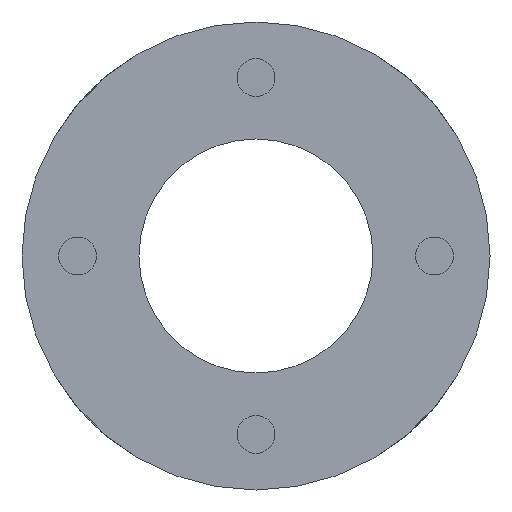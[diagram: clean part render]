
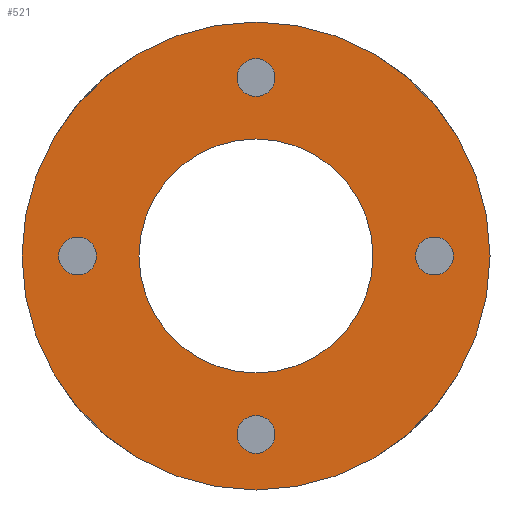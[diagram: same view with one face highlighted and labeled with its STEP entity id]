
A CAD part, left-side view. The second image highlights one B-rep face of the part: STEP entity #521.
In plain terms, the highlighted planar face has unit normal (-1, 0, 0).
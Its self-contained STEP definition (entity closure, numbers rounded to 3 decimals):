
#4 = EDGE_LOOP ( 'NONE', ( #1307, #1293 ) ) ;
#158 = VERTEX_POINT ( 'NONE', #3510 ) ;
#159 = VERTEX_POINT ( 'NONE', #3513 ) ;
#162 = VERTEX_POINT ( 'NONE', #3285 ) ;
#163 = VERTEX_POINT ( 'NONE', #3511 ) ;
#197 = FACE_BOUND ( 'NONE', #1635, .T. ) ;
#199 = FACE_BOUND ( 'NONE', #330, .T. ) ;
#201 = FACE_BOUND ( 'NONE', #388, .T. ) ;
#203 = FACE_BOUND ( 'NONE', #368, .T. ) ;
#205 = FACE_BOUND ( 'NONE', #503, .T. ) ;
#206 = FACE_OUTER_BOUND ( 'NONE', #4, .T. ) ;
#330 = EDGE_LOOP ( 'NONE', ( #1309, #1369 ) ) ;
#368 = EDGE_LOOP ( 'NONE', ( #1407, #1406 ) ) ;
#388 = EDGE_LOOP ( 'NONE', ( #1397, #1375 ) ) ;
#503 = EDGE_LOOP ( 'NONE', ( #1273, #1387 ) ) ;
#521 = ADVANCED_FACE ( 'NONE', ( #197, #205, #201, #199, #203, #206 ), #3387, .T. ) ;
#711 = DIRECTION ( 'NONE',  ( 0., 0., -1. ) ) ;
#755 = DIRECTION ( 'NONE',  ( 0., 0., 1. ) ) ;
#756 = DIRECTION ( 'NONE',  ( 1., 0., 0. ) ) ;
#760 = CARTESIAN_POINT ( 'NONE',  ( 0., 15.25, 0. ) ) ;
#836 = DIRECTION ( 'NONE',  ( 0., 0., -1. ) ) ;
#837 = DIRECTION ( 'NONE',  ( 1., 0., 0. ) ) ;
#838 = CARTESIAN_POINT ( 'NONE',  ( 0., 0., 0. ) ) ;
#848 = DIRECTION ( 'NONE',  ( 0., 0., 1. ) ) ;
#849 = DIRECTION ( 'NONE',  ( 1., 0., 0. ) ) ;
#850 = CARTESIAN_POINT ( 'NONE',  ( 0., -15.25, 0. ) ) ;
#871 = DIRECTION ( 'NONE',  ( 0., 0., 1. ) ) ;
#872 = DIRECTION ( 'NONE',  ( 1., 0., 0. ) ) ;
#873 = CARTESIAN_POINT ( 'NONE',  ( 0., 0., 15.25 ) ) ;
#885 = DIRECTION ( 'NONE',  ( 0., 0., 1. ) ) ;
#886 = DIRECTION ( 'NONE',  ( 1., 0., 0. ) ) ;
#888 = CARTESIAN_POINT ( 'NONE',  ( 0., 0., -15.25 ) ) ;
#910 = CARTESIAN_POINT ( 'NONE',  ( 0., 0., 0. ) ) ;
#912 = DIRECTION ( 'NONE',  ( 1., 0., 0. ) ) ;
#1192 = CIRCLE ( 'NONE', #2189, 1.621 ) ;
#1196 = CIRCLE ( 'NONE', #2190, 1.621 ) ;
#1197 = CIRCLE ( 'NONE', #2191, 1.621 ) ;
#1198 = CIRCLE ( 'NONE', #2192, 1.621 ) ;
#1199 = CIRCLE ( 'NONE', #2193, 10. ) ;
#1203 = CIRCLE ( 'NONE', #2195, 20. ) ;
#1257 = CIRCLE ( 'NONE', #2219, 1.621 ) ;
#1261 = CIRCLE ( 'NONE', #2221, 1.621 ) ;
#1273 = ORIENTED_EDGE ( 'NONE', *, *, #2627, .T. ) ;
#1290 = ORIENTED_EDGE ( 'NONE', *, *, #2637, .T. ) ;
#1293 = ORIENTED_EDGE ( 'NONE', *, *, #2566, .F. ) ;
#1307 = ORIENTED_EDGE ( 'NONE', *, *, #2660, .F. ) ;
#1309 = ORIENTED_EDGE ( 'NONE', *, *, #2623, .T. ) ;
#1317 = VERTEX_POINT ( 'NONE', #1946 ) ;
#1325 = VERTEX_POINT ( 'NONE', #1939 ) ;
#1336 = VERTEX_POINT ( 'NONE', #1929 ) ;
#1342 = ORIENTED_EDGE ( 'NONE', *, *, #2562, .T. ) ;
#1348 = VERTEX_POINT ( 'NONE', #1921 ) ;
#1369 = ORIENTED_EDGE ( 'NONE', *, *, #2559, .T. ) ;
#1375 = ORIENTED_EDGE ( 'NONE', *, *, #2560, .T. ) ;
#1387 = ORIENTED_EDGE ( 'NONE', *, *, #2561, .T. ) ;
#1397 = ORIENTED_EDGE ( 'NONE', *, *, #2634, .T. ) ;
#1406 = ORIENTED_EDGE ( 'NONE', *, *, #2558, .T. ) ;
#1407 = ORIENTED_EDGE ( 'NONE', *, *, #2651, .T. ) ;
#1517 = VERTEX_POINT ( 'NONE', #1872 ) ;
#1522 = VERTEX_POINT ( 'NONE', #1865 ) ;
#1529 = VERTEX_POINT ( 'NONE', #1858 ) ;
#1532 = VERTEX_POINT ( 'NONE', #1855 ) ;
#1635 = EDGE_LOOP ( 'NONE', ( #1342, #1290 ) ) ;
#1639 = DIRECTION ( 'NONE',  ( 0., 0., 1. ) ) ;
#1640 = DIRECTION ( 'NONE',  ( 1., 0., 0. ) ) ;
#1641 = CARTESIAN_POINT ( 'NONE',  ( 0., 0., -15.25 ) ) ;
#1642 = DIRECTION ( 'NONE',  ( 0., 0., 1. ) ) ;
#1643 = DIRECTION ( 'NONE',  ( 1., 0., 0. ) ) ;
#1644 = CARTESIAN_POINT ( 'NONE',  ( 0., 15.25, 0. ) ) ;
#1855 = CARTESIAN_POINT ( 'NONE',  ( 0., -15.25, -1.621 ) ) ;
#1858 = CARTESIAN_POINT ( 'NONE',  ( 0., -15.25, 1.621 ) ) ;
#1865 = CARTESIAN_POINT ( 'NONE',  ( 0., 0., 13.629 ) ) ;
#1872 = CARTESIAN_POINT ( 'NONE',  ( 0., 0., 16.871 ) ) ;
#1921 = CARTESIAN_POINT ( 'NONE',  ( 0., 0., 10. ) ) ;
#1929 = CARTESIAN_POINT ( 'NONE',  ( 0., 0., -10. ) ) ;
#1939 = CARTESIAN_POINT ( 'NONE',  ( 0., 0., 20. ) ) ;
#1946 = CARTESIAN_POINT ( 'NONE',  ( 0., 0., -20. ) ) ;
#2058 = CARTESIAN_POINT ( 'NONE',  ( 0., -15.25, 0. ) ) ;
#2059 = DIRECTION ( 'NONE',  ( 1., 0., 0. ) ) ;
#2060 = DIRECTION ( 'NONE',  ( 0., 0., 1. ) ) ;
#2061 = CARTESIAN_POINT ( 'NONE',  ( 0., 0., 15.25 ) ) ;
#2062 = DIRECTION ( 'NONE',  ( 1., 0., 0. ) ) ;
#2063 = DIRECTION ( 'NONE',  ( 0., 0., 1. ) ) ;
#2064 = CARTESIAN_POINT ( 'NONE',  ( 0., 0., 0. ) ) ;
#2065 = DIRECTION ( 'NONE',  ( 1., 0., 0. ) ) ;
#2066 = DIRECTION ( 'NONE',  ( 0., 0., -1. ) ) ;
#2189 = AXIS2_PLACEMENT_3D ( 'NONE', #1644, #1643, #1642 ) ;
#2190 = AXIS2_PLACEMENT_3D ( 'NONE', #1641, #1640, #1639 ) ;
#2191 = AXIS2_PLACEMENT_3D ( 'NONE', #2058, #2059, #2060 ) ;
#2192 = AXIS2_PLACEMENT_3D ( 'NONE', #2061, #2062, #2063 ) ;
#2193 = AXIS2_PLACEMENT_3D ( 'NONE', #2064, #2065, #2066 ) ;
#2195 = AXIS2_PLACEMENT_3D ( 'NONE', #3219, #3220, #3218 ) ;
#2219 = AXIS2_PLACEMENT_3D ( 'NONE', #888, #886, #885 ) ;
#2221 = AXIS2_PLACEMENT_3D ( 'NONE', #873, #872, #871 ) ;
#2224 = AXIS2_PLACEMENT_3D ( 'NONE', #850, #849, #848 ) ;
#2226 = AXIS2_PLACEMENT_3D ( 'NONE', #838, #837, #836 ) ;
#2230 = AXIS2_PLACEMENT_3D ( 'NONE', #760, #756, #755 ) ;
#2233 = AXIS2_PLACEMENT_3D ( 'NONE', #910, #912, #711 ) ;
#2558 = EDGE_CURVE ( 'NONE', #163, #162, #1192, .T. ) ;
#2559 = EDGE_CURVE ( 'NONE', #159, #158, #1196, .T. ) ;
#2560 = EDGE_CURVE ( 'NONE', #1532, #1529, #1197, .T. ) ;
#2561 = EDGE_CURVE ( 'NONE', #1522, #1517, #1198, .T. ) ;
#2562 = EDGE_CURVE ( 'NONE', #1336, #1348, #1199, .T. ) ;
#2566 = EDGE_CURVE ( 'NONE', #1325, #1317, #1203, .T. ) ;
#2604 = AXIS2_PLACEMENT_3D ( 'NONE', #3383, #3390, #3381 ) ;
#2623 = EDGE_CURVE ( 'NONE', #158, #159, #1257, .T. ) ;
#2627 = EDGE_CURVE ( 'NONE', #1517, #1522, #1261, .T. ) ;
#2634 = EDGE_CURVE ( 'NONE', #1529, #1532, #2852, .T. ) ;
#2637 = EDGE_CURVE ( 'NONE', #1348, #1336, #2856, .T. ) ;
#2651 = EDGE_CURVE ( 'NONE', #162, #163, #2871, .T. ) ;
#2660 = EDGE_CURVE ( 'NONE', #1317, #1325, #2890, .T. ) ;
#2852 = CIRCLE ( 'NONE', #2224, 1.621 ) ;
#2856 = CIRCLE ( 'NONE', #2226, 10. ) ;
#2871 = CIRCLE ( 'NONE', #2230, 1.621 ) ;
#2890 = CIRCLE ( 'NONE', #2233, 20. ) ;
#3218 = DIRECTION ( 'NONE',  ( 0., 0., -1. ) ) ;
#3219 = CARTESIAN_POINT ( 'NONE',  ( 0., 0., 0. ) ) ;
#3220 = DIRECTION ( 'NONE',  ( 1., 0., 0. ) ) ;
#3285 = CARTESIAN_POINT ( 'NONE',  ( 0., 15.25, 1.621 ) ) ;
#3381 = DIRECTION ( 'NONE',  ( 0., 0., 1. ) ) ;
#3383 = CARTESIAN_POINT ( 'NONE',  ( 0., 15., 0. ) ) ;
#3387 = PLANE ( 'NONE',  #2604 ) ;
#3390 = DIRECTION ( 'NONE',  ( -1., 0., 0. ) ) ;
#3510 = CARTESIAN_POINT ( 'NONE',  ( 0., 0., -13.629 ) ) ;
#3511 = CARTESIAN_POINT ( 'NONE',  ( 0., 15.25, -1.621 ) ) ;
#3513 = CARTESIAN_POINT ( 'NONE',  ( 0., 0., -16.871 ) ) ;
